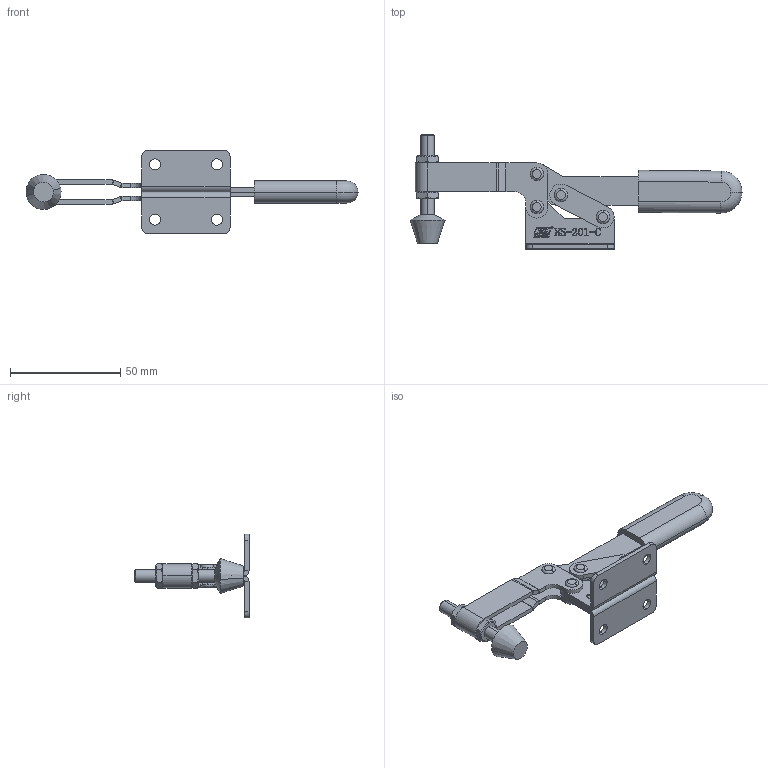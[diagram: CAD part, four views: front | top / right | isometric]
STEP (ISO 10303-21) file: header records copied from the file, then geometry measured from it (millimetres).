
FILE_DESCRIPTION (( 'STEP AP203' ), '1' );
FILE_NAME ('HS-201-C 装配体.STEP', '2018-12-07T03:36:28', ( 'PCOS' ), ( '微软中国' ), 'SwSTEP 2.0', 'SolidWorks 2012', '' );
FILE_SCHEMA (( 'CONFIG_CONTROL_DESIGN' ));
Length unit declared in the file: millimetre
Products named in the file (11): HS-201-C 蚾饜极; 种; hex thin nuts-grades ab-chamfered gb_GB_FASTENER_NUT_STNAB M6-N; hexagon head bolts-full thread gb_GB_FASTENER_BOLT_STBAB A M6X40-N; 揤輸; 揤梟; 揤參; 忒參; 蟀裝; 楊擘菁釱酘; 楊擘菁釱衵
Assembly tree (15 placements, depth 2):
  HS-201-C 蚾饜极
    楊擘菁釱衵
    楊擘菁釱酘
    蟀裝  x2
    忒參
    揤參
    揤梟
    揤輸
    hexagon head bolts-full thread gb_GB_FASTENER_BOLT_STBAB A M6X40-N
    hex thin nuts-grades ab-chamfered gb_GB_FASTENER_NUT_STNAB M6-N  x2
    种  x4
Bounding box: 150.37 x 51.65 x 38 mm (x, y, z)
Volume: 23620.7 mm3; surface area: 21123.1 mm2
Topology: 16 solids, 16 shells, 628 faces, 1593 edges, 1033 vertices
Faces by surface type: plane 316, cylinder 138, bspline 124, cone 30, torus 20
Entity records: 23743 total; most frequent: CARTESIAN_POINT 9110, ORIENTED_EDGE 2944, DIRECTION 2412, EDGE_CURVE 1472, VERTEX_POINT 955, LINE 898, VECTOR 898, AXIS2_PLACEMENT_3D 757
